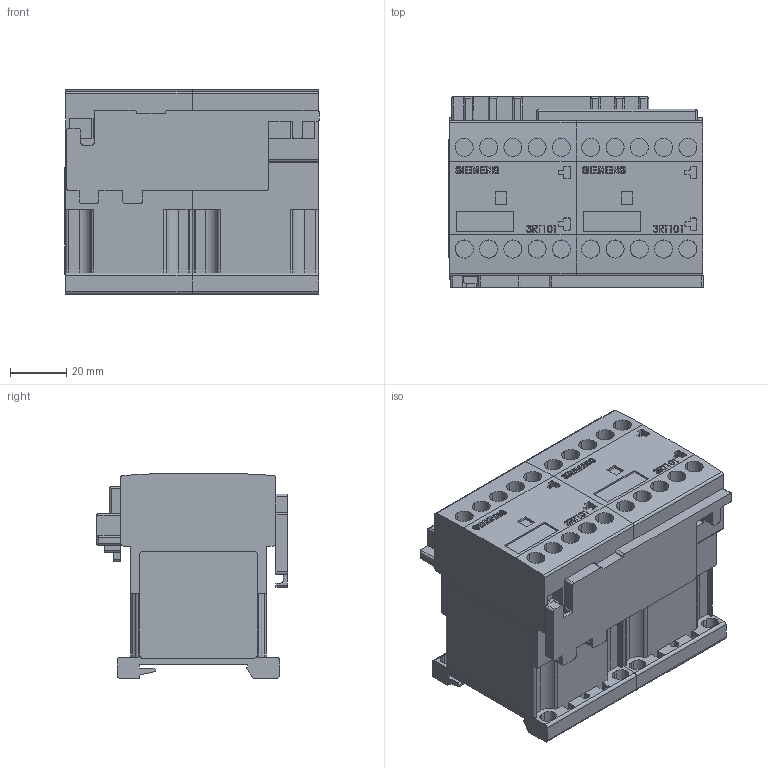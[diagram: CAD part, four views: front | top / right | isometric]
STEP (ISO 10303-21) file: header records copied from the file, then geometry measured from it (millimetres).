
FILE_DESCRIPTION (( 'STEP AP214' ), '1' );
FILE_NAME ('3RA131x-1_ok_.STEP', '2013-10-02T08:31:02', ( '' ), ( '' ), 'SwSTEP 2.0', 'SolidWorks 2013', '' );
FILE_SCHEMA (( 'AUTOMOTIVE_DESIGN' ));
Length unit declared in the file: millimetre
Products named in the file (4): Verdrahtungsbaustein S00 oben schrau; G_NSB0_XX_90630V; 3RA131x-1_ok_; Verdrahtungsbaustein S00 unten schrau
Assembly tree (4 placements, depth 2):
  3RA131x-1_ok_
    G_NSB0_XX_90630V  x2
    Verdrahtungsbaustein S00 oben schrau
    Verdrahtungsbaustein S00 unten schrau
Bounding box: 90.16 x 67.5 x 72.4 mm (x, y, z)
Volume: 316503.2 mm3; surface area: 59718.2 mm2
Topology: 15 solids, 15 shells, 1111 faces, 2941 edges, 1939 vertices
Faces by surface type: plane 671, cylinder 288, bspline 116, cone 36
Entity records: 36110 total; most frequent: CARTESIAN_POINT 10939, ORIENTED_EDGE 3702, DIRECTION 3231, EDGE_CURVE 1851, VECTOR 1291, LINE 1291, VERTEX_POINT 1213, AXIS2_PLACEMENT_3D 970
